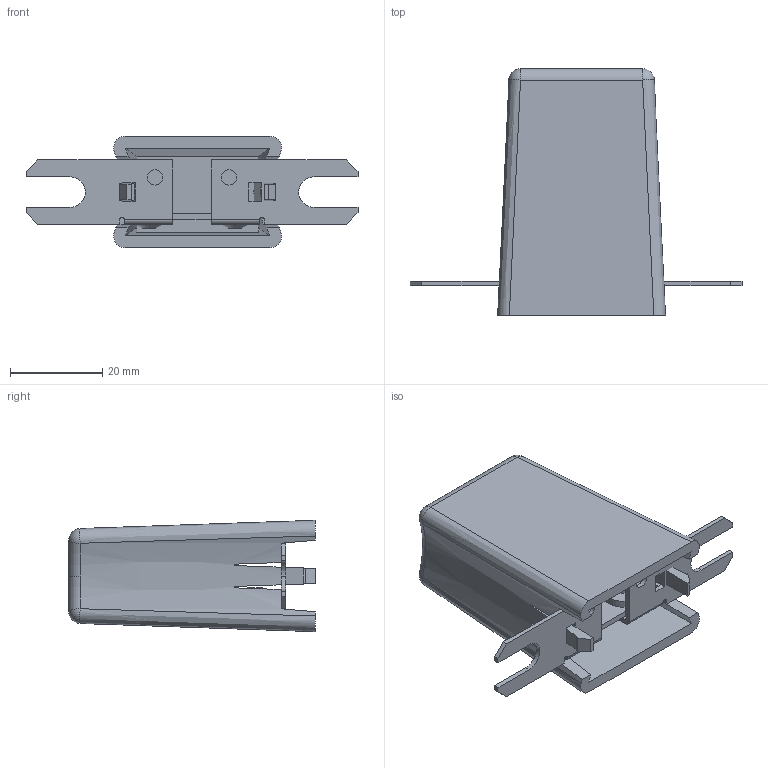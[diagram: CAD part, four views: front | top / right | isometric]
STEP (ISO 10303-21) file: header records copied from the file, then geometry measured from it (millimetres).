
FILE_DESCRIPTION (( 'STEP AP214' ), '1' );
FILE_NAME ('1101-764-E.STEP', '2019-01-24T21:00:00', ( '' ), ( '' ), 'SwSTEP 2.0', 'SolidWorks 2018', '' );
FILE_SCHEMA (( 'AUTOMOTIVE_DESIGN' ));
Length unit declared in the file: inch
Products named in the file (15): 2104-012; 2105-290; 2103-039; 1101-764-E; 2105-289; 2001-176; 2200-405; 2104-012_.175 Mat''l Thickness
Assembly tree (8 placements, depth 2):
  2104-012
  2105-290
  2103-039
  1101-764-E
    2200-405
    2105-289
    2105-290
    2104-012_.175 Mat''l Thickness  x2
    2103-039  x2
    2001-176
  2001-176
Bounding box: 71.88 x 53.34 x 24.13 mm (x, y, z)
Volume: 15960.4 mm3; surface area: 16603.7 mm2
Topology: 23 solids, 23 shells, 777 faces, 2063 edges, 1366 vertices
Faces by surface type: plane 588, bspline 117, cylinder 51, cone 8, torus 7, sphere 6
Entity records: 38268 total; most frequent: CARTESIAN_POINT 11750, ORIENTED_EDGE 4070, DIRECTION 3222, EDGE_CURVE 2035, LINE 1614, VECTOR 1614, VERTEX_POINT 1348, EDGE_LOOP 859
